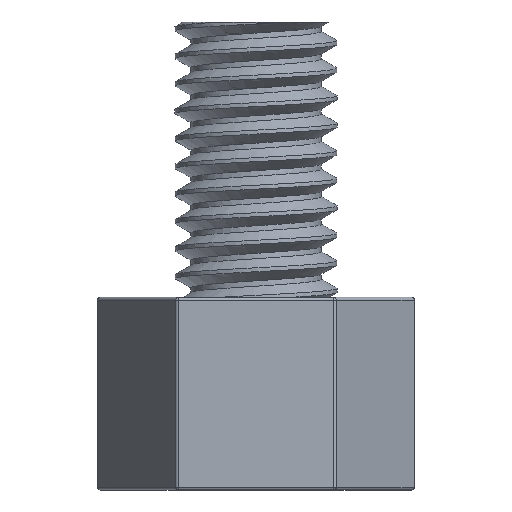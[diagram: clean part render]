
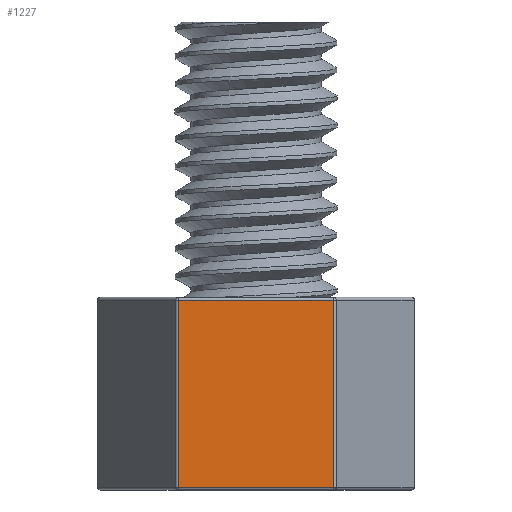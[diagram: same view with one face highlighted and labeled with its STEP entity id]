
A CAD part, front view. The second image highlights one B-rep face of the part: STEP entity #1227.
In plain terms, the highlighted planar face has unit normal (0, -1, 0).
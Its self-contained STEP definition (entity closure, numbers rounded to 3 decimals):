
#21=PLANE('',#1332);
#77=FACE_OUTER_BOUND('',#156,.T.);
#156=EDGE_LOOP('',(#896,#897,#898,#899));
#356=LINE('',#2789,#423);
#358=LINE('',#2799,#425);
#359=LINE('',#2801,#426);
#360=LINE('',#2802,#427);
#423=VECTOR('',#1522,10.);
#425=VECTOR('',#1534,10.);
#426=VECTOR('',#1535,10.);
#427=VECTOR('',#1536,10.);
#533=VERTEX_POINT('',#2781);
#536=VERTEX_POINT('',#2788);
#539=VERTEX_POINT('',#2798);
#540=VERTEX_POINT('',#2800);
#675=EDGE_CURVE('',#533,#536,#356,.T.);
#680=EDGE_CURVE('',#539,#533,#358,.T.);
#681=EDGE_CURVE('',#540,#539,#359,.T.);
#682=EDGE_CURVE('',#536,#540,#360,.T.);
#896=ORIENTED_EDGE('',*,*,#675,.F.);
#897=ORIENTED_EDGE('',*,*,#680,.F.);
#898=ORIENTED_EDGE('',*,*,#681,.F.);
#899=ORIENTED_EDGE('',*,*,#682,.F.);
#1227=ADVANCED_FACE('',(#77),#21,.T.);
#1332=AXIS2_PLACEMENT_3D('',#2797,#1532,#1533);
#1522=DIRECTION('',(0.,0.,1.));
#1532=DIRECTION('center_axis',(0.,-1.,0.));
#1533=DIRECTION('ref_axis',(1.,0.,0.));
#1534=DIRECTION('',(-1.,0.,0.));
#1535=DIRECTION('',(0.,0.,-1.));
#1536=DIRECTION('',(1.,0.,0.));
#2781=CARTESIAN_POINT('',(63.671,-5.,-1.9));
#2788=CARTESIAN_POINT('',(63.671,-5.,4.9));
#2789=CARTESIAN_POINT('',(63.671,-5.,0.));
#2797=CARTESIAN_POINT('Origin',(63.613,-5.,0.));
#2798=CARTESIAN_POINT('',(69.329,-5.,-1.9));
#2799=CARTESIAN_POINT('',(65.057,-5.,-1.9));
#2800=CARTESIAN_POINT('',(69.329,-5.,4.9));
#2801=CARTESIAN_POINT('',(69.329,-5.,0.));
#2802=CARTESIAN_POINT('',(65.057,-5.,4.9));
